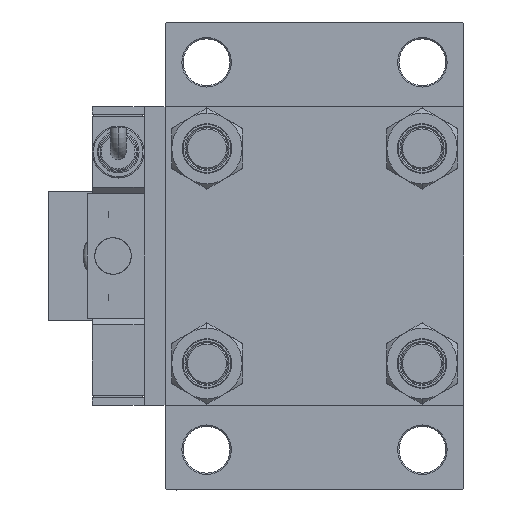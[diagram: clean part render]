
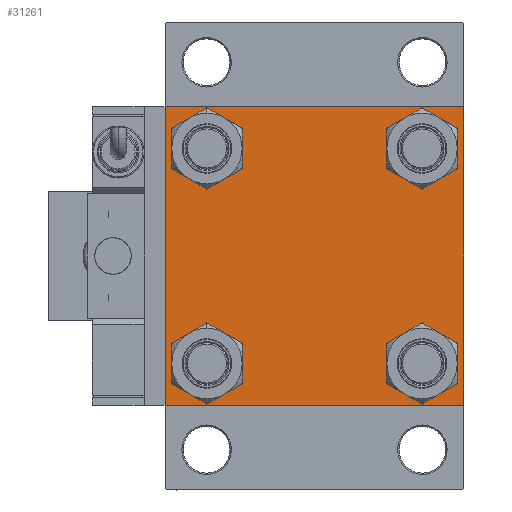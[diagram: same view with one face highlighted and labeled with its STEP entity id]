
A CAD part, left-side view. The second image highlights one B-rep face of the part: STEP entity #31261.
In plain terms, the highlighted planar face has unit normal (-1, 0, 0).
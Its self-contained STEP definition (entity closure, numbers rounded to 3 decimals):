
#72 = CIRCLE ( 'NONE', #24389, 8.5 ) ;
#178 = LINE ( 'NONE', #29846, #15153 ) ;
#230 = ORIENTED_EDGE ( 'NONE', *, *, #3607, .T. ) ;
#522 = CARTESIAN_POINT ( 'NONE',  ( 0., -41.35, 32.85 ) ) ;
#727 = DIRECTION ( 'NONE',  ( 0., 0., 1. ) ) ;
#919 = ORIENTED_EDGE ( 'NONE', *, *, #51886, .T. ) ;
#1093 = CIRCLE ( 'NONE', #39334, 8.5 ) ;
#1817 = ORIENTED_EDGE ( 'NONE', *, *, #19042, .T. ) ;
#2018 = ORIENTED_EDGE ( 'NONE', *, *, #13801, .T. ) ;
#3104 = CARTESIAN_POINT ( 'NONE',  ( 0., 57.5, 57.5 ) ) ;
#3607 = EDGE_CURVE ( 'NONE', #7829, #45786, #49375, .T. ) ;
#5094 = CIRCLE ( 'NONE', #26819, 8.5 ) ;
#5150 = LINE ( 'NONE', #21752, #15934 ) ;
#5210 = CARTESIAN_POINT ( 'NONE',  ( 0., -57.5, 57. ) ) ;
#5481 = ORIENTED_EDGE ( 'NONE', *, *, #46897, .F. ) ;
#5540 = EDGE_CURVE ( 'NONE', #8338, #47947, #5094, .T. ) ;
#5816 = AXIS2_PLACEMENT_3D ( 'NONE', #13277, #38020, #727 ) ;
#6144 = CARTESIAN_POINT ( 'NONE',  ( 0., -57.25, 57.25 ) ) ;
#7246 = CARTESIAN_POINT ( 'NONE',  ( 0., 57., -57.5 ) ) ;
#7295 = ORIENTED_EDGE ( 'NONE', *, *, #49245, .T. ) ;
#7360 = ORIENTED_EDGE ( 'NONE', *, *, #44913, .T. ) ;
#7584 = ORIENTED_EDGE ( 'NONE', *, *, #17098, .T. ) ;
#7829 = VERTEX_POINT ( 'NONE', #22972 ) ;
#7964 = VECTOR ( 'NONE', #33364, 1000. ) ;
#8338 = VERTEX_POINT ( 'NONE', #34571 ) ;
#9077 = LINE ( 'NONE', #46098, #46360 ) ;
#9255 = DIRECTION ( 'NONE',  ( 0., 0., 1. ) ) ;
#9372 = AXIS2_PLACEMENT_3D ( 'NONE', #48959, #32869, #36426 ) ;
#9708 = FACE_BOUND ( 'NONE', #15807, .T. ) ;
#9977 = FACE_BOUND ( 'NONE', #53245, .T. ) ;
#10094 = CARTESIAN_POINT ( 'NONE',  ( 0., 41.35, -41.35 ) ) ;
#10110 = ORIENTED_EDGE ( 'NONE', *, *, #46648, .F. ) ;
#10335 = AXIS2_PLACEMENT_3D ( 'NONE', #27048, #47736, #22685 ) ;
#11534 = VERTEX_POINT ( 'NONE', #30749 ) ;
#11918 = CARTESIAN_POINT ( 'NONE',  ( 0., -41.35, -49.85 ) ) ;
#11939 = VERTEX_POINT ( 'NONE', #7246 ) ;
#12125 = DIRECTION ( 'NONE',  ( 0., 0., -1. ) ) ;
#12972 = ORIENTED_EDGE ( 'NONE', *, *, #16993, .T. ) ;
#13277 = CARTESIAN_POINT ( 'NONE',  ( 0., 0., 0. ) ) ;
#13801 = EDGE_CURVE ( 'NONE', #11939, #19965, #17058, .T. ) ;
#14979 = DIRECTION ( 'NONE',  ( 1., 0., 0. ) ) ;
#15153 = VECTOR ( 'NONE', #46451, 1000. ) ;
#15479 = DIRECTION ( 'NONE',  ( 1., 0., 0. ) ) ;
#15564 = ORIENTED_EDGE ( 'NONE', *, *, #35155, .T. ) ;
#15807 = EDGE_LOOP ( 'NONE', ( #230, #53452 ) ) ;
#15934 = VECTOR ( 'NONE', #38363, 1000. ) ;
#16452 = LINE ( 'NONE', #3104, #34932 ) ;
#16780 = CARTESIAN_POINT ( 'NONE',  ( 0., 57.25, 57.25 ) ) ;
#16993 = EDGE_CURVE ( 'NONE', #38965, #39348, #1093, .T. ) ;
#17058 = LINE ( 'NONE', #26026, #17513 ) ;
#17098 = EDGE_CURVE ( 'NONE', #47129, #41366, #20851, .T. ) ;
#17513 = VECTOR ( 'NONE', #25489, 1000. ) ;
#18122 = VERTEX_POINT ( 'NONE', #11918 ) ;
#19042 = EDGE_CURVE ( 'NONE', #41366, #42160, #16452, .T. ) ;
#19082 = ORIENTED_EDGE ( 'NONE', *, *, #29385, .T. ) ;
#19965 = VERTEX_POINT ( 'NONE', #28977 ) ;
#20352 = DIRECTION ( 'NONE',  ( 0., 0., 1. ) ) ;
#20851 = LINE ( 'NONE', #16780, #7964 ) ;
#21752 = CARTESIAN_POINT ( 'NONE',  ( 0., 57.25, -57.25 ) ) ;
#21780 = VERTEX_POINT ( 'NONE', #38531 ) ;
#22144 = EDGE_LOOP ( 'NONE', ( #1817, #7295, #2018, #919, #5481, #19082, #10110, #7584 ) ) ;
#22558 = CARTESIAN_POINT ( 'NONE',  ( 0., -41.35, -41.35 ) ) ;
#22685 = DIRECTION ( 'NONE',  ( 0., 0., 1. ) ) ;
#22972 = CARTESIAN_POINT ( 'NONE',  ( 0., 41.35, -32.85 ) ) ;
#24389 = AXIS2_PLACEMENT_3D ( 'NONE', #52761, #15479, #20352 ) ;
#24427 = LINE ( 'NONE', #6144, #43971 ) ;
#25489 = DIRECTION ( 'NONE',  ( 0., -1., 0. ) ) ;
#26005 = CARTESIAN_POINT ( 'NONE',  ( 0., -57., 57.5 ) ) ;
#26026 = CARTESIAN_POINT ( 'NONE',  ( 0., 57.5, -57.5 ) ) ;
#26072 = EDGE_LOOP ( 'NONE', ( #15564, #12972 ) ) ;
#26300 = PLANE ( 'NONE',  #5816 ) ;
#26369 = VECTOR ( 'NONE', #40600, 1000. ) ;
#26567 = FACE_BOUND ( 'NONE', #30800, .T. ) ;
#26819 = AXIS2_PLACEMENT_3D ( 'NONE', #30240, #46846, #42757 ) ;
#27048 = CARTESIAN_POINT ( 'NONE',  ( 0., 41.35, 41.35 ) ) ;
#28272 = CARTESIAN_POINT ( 'NONE',  ( 0., -41.35, 41.35 ) ) ;
#28977 = CARTESIAN_POINT ( 'NONE',  ( 0., -57., -57.5 ) ) ;
#29299 = DIRECTION ( 'NONE',  ( 0., 0., 1. ) ) ;
#29385 = EDGE_CURVE ( 'NONE', #52519, #36532, #24427, .T. ) ;
#29846 = CARTESIAN_POINT ( 'NONE',  ( 0., -57.25, -57.25 ) ) ;
#30240 = CARTESIAN_POINT ( 'NONE',  ( 0., -41.35, 41.35 ) ) ;
#30749 = CARTESIAN_POINT ( 'NONE',  ( 0., -41.35, -32.85 ) ) ;
#30800 = EDGE_LOOP ( 'NONE', ( #7360, #31814 ) ) ;
#31261 = ADVANCED_FACE ( 'NONE', ( #9977, #26567, #9708, #46991, #46456 ), #26300, .T. ) ;
#31814 = ORIENTED_EDGE ( 'NONE', *, *, #41978, .T. ) ;
#32344 = DIRECTION ( 'NONE',  ( 0., 0., 1. ) ) ;
#32426 = LINE ( 'NONE', #37324, #26369 ) ;
#32869 = DIRECTION ( 'NONE',  ( 1., 0., 0. ) ) ;
#33196 = CIRCLE ( 'NONE', #40157, 8.5 ) ;
#33236 = EDGE_CURVE ( 'NONE', #45786, #7829, #38035, .T. ) ;
#33364 = DIRECTION ( 'NONE',  ( 0., 0.707, -0.707 ) ) ;
#33609 = ORIENTED_EDGE ( 'NONE', *, *, #5540, .T. ) ;
#34008 = DIRECTION ( 'NONE',  ( 1., 0., 0. ) ) ;
#34571 = CARTESIAN_POINT ( 'NONE',  ( 0., -41.35, 49.85 ) ) ;
#34932 = VECTOR ( 'NONE', #12125, 1000. ) ;
#35155 = EDGE_CURVE ( 'NONE', #39348, #38965, #47711, .T. ) ;
#36426 = DIRECTION ( 'NONE',  ( 0., 0., 1. ) ) ;
#36532 = VERTEX_POINT ( 'NONE', #26005 ) ;
#36906 = DIRECTION ( 'NONE',  ( 1., 0., 0. ) ) ;
#37324 = CARTESIAN_POINT ( 'NONE',  ( 0., -57.5, 57.5 ) ) ;
#37451 = CARTESIAN_POINT ( 'NONE',  ( 0., 41.35, 41.35 ) ) ;
#38020 = DIRECTION ( 'NONE',  ( -1., 0., 0. ) ) ;
#38035 = CIRCLE ( 'NONE', #9372, 8.5 ) ;
#38363 = DIRECTION ( 'NONE',  ( 0., -0.707, -0.707 ) ) ;
#38531 = CARTESIAN_POINT ( 'NONE',  ( 0., -57.5, -57. ) ) ;
#38965 = VERTEX_POINT ( 'NONE', #40408 ) ;
#39334 = AXIS2_PLACEMENT_3D ( 'NONE', #37451, #36906, #29299 ) ;
#39348 = VERTEX_POINT ( 'NONE', #49754 ) ;
#39736 = DIRECTION ( 'NONE',  ( 0., 0., 1. ) ) ;
#39975 = DIRECTION ( 'NONE',  ( 1., 0., 0. ) ) ;
#40157 = AXIS2_PLACEMENT_3D ( 'NONE', #22558, #34008, #9255 ) ;
#40408 = CARTESIAN_POINT ( 'NONE',  ( 0., 41.35, 32.85 ) ) ;
#40590 = CARTESIAN_POINT ( 'NONE',  ( 0., 41.35, -49.85 ) ) ;
#40600 = DIRECTION ( 'NONE',  ( 0., 0., -1. ) ) ;
#40911 = CARTESIAN_POINT ( 'NONE',  ( 0., 57., 57.5 ) ) ;
#41366 = VERTEX_POINT ( 'NONE', #51650 ) ;
#41978 = EDGE_CURVE ( 'NONE', #18122, #11534, #72, .T. ) ;
#42160 = VERTEX_POINT ( 'NONE', #45057 ) ;
#42735 = CIRCLE ( 'NONE', #49695, 8.5 ) ;
#42757 = DIRECTION ( 'NONE',  ( 0., 0., 1. ) ) ;
#42915 = DIRECTION ( 'NONE',  ( 0., 0.707, 0.707 ) ) ;
#43866 = EDGE_CURVE ( 'NONE', #47947, #8338, #42735, .T. ) ;
#43971 = VECTOR ( 'NONE', #42915, 1000. ) ;
#44913 = EDGE_CURVE ( 'NONE', #11534, #18122, #33196, .T. ) ;
#45057 = CARTESIAN_POINT ( 'NONE',  ( 0., 57.5, -57. ) ) ;
#45786 = VERTEX_POINT ( 'NONE', #40590 ) ;
#46098 = CARTESIAN_POINT ( 'NONE',  ( 0., 57.5, 57.5 ) ) ;
#46360 = VECTOR ( 'NONE', #46634, 1000. ) ;
#46451 = DIRECTION ( 'NONE',  ( 0., -0.707, 0.707 ) ) ;
#46456 = FACE_OUTER_BOUND ( 'NONE', #22144, .T. ) ;
#46634 = DIRECTION ( 'NONE',  ( 0., -1., 0. ) ) ;
#46648 = EDGE_CURVE ( 'NONE', #47129, #36532, #9077, .T. ) ;
#46721 = AXIS2_PLACEMENT_3D ( 'NONE', #10094, #14979, #39736 ) ;
#46846 = DIRECTION ( 'NONE',  ( 1., 0., 0. ) ) ;
#46897 = EDGE_CURVE ( 'NONE', #52519, #21780, #32426, .T. ) ;
#46991 = FACE_BOUND ( 'NONE', #26072, .T. ) ;
#47129 = VERTEX_POINT ( 'NONE', #40911 ) ;
#47711 = CIRCLE ( 'NONE', #10335, 8.5 ) ;
#47736 = DIRECTION ( 'NONE',  ( 1., 0., 0. ) ) ;
#47947 = VERTEX_POINT ( 'NONE', #522 ) ;
#48959 = CARTESIAN_POINT ( 'NONE',  ( 0., 41.35, -41.35 ) ) ;
#49245 = EDGE_CURVE ( 'NONE', #42160, #11939, #5150, .T. ) ;
#49375 = CIRCLE ( 'NONE', #46721, 8.5 ) ;
#49695 = AXIS2_PLACEMENT_3D ( 'NONE', #28272, #39975, #32344 ) ;
#49754 = CARTESIAN_POINT ( 'NONE',  ( 0., 41.35, 49.85 ) ) ;
#51650 = CARTESIAN_POINT ( 'NONE',  ( 0., 57.5, 57. ) ) ;
#51886 = EDGE_CURVE ( 'NONE', #19965, #21780, #178, .T. ) ;
#52418 = ORIENTED_EDGE ( 'NONE', *, *, #43866, .T. ) ;
#52519 = VERTEX_POINT ( 'NONE', #5210 ) ;
#52761 = CARTESIAN_POINT ( 'NONE',  ( 0., -41.35, -41.35 ) ) ;
#53245 = EDGE_LOOP ( 'NONE', ( #33609, #52418 ) ) ;
#53452 = ORIENTED_EDGE ( 'NONE', *, *, #33236, .T. ) ;
